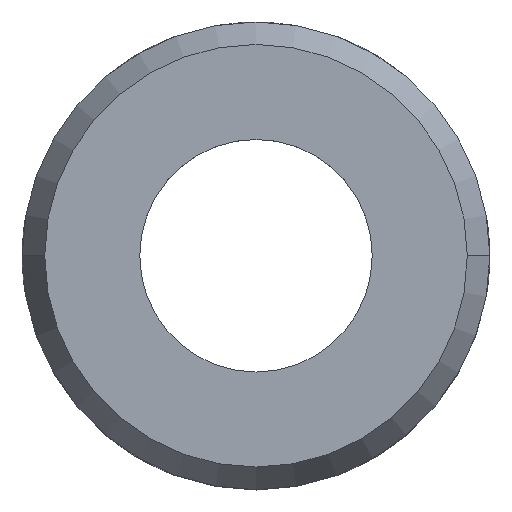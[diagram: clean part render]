
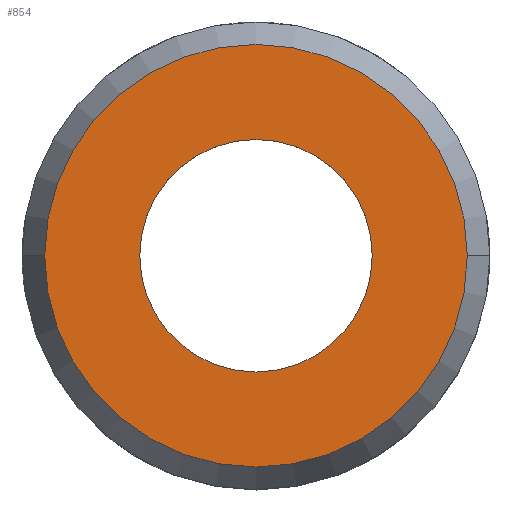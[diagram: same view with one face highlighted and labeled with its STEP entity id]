
A CAD part, top view. The second image highlights one B-rep face of the part: STEP entity #854.
In plain terms, the highlighted planar face has unit normal (0, 0, 1).
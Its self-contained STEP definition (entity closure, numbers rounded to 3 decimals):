
#45 = VERTEX_POINT ( 'NONE', #1479 ) ;
#165 = DIRECTION ( 'NONE',  ( -1., 0., 0. ) ) ;
#216 = ORIENTED_EDGE ( 'NONE', *, *, #397, .T. ) ;
#397 = EDGE_CURVE ( 'NONE', #45, #1881, #1083, .T. ) ;
#404 = CARTESIAN_POINT ( 'NONE',  ( 32.536, 0., 42. ) ) ;
#625 = ORIENTED_EDGE ( 'NONE', *, *, #1065, .F. ) ;
#677 = CARTESIAN_POINT ( 'NONE',  ( -32.536, 0., 42. ) ) ;
#747 = FACE_OUTER_BOUND ( 'NONE', #1474, .T. ) ;
#800 = FACE_BOUND ( 'NONE', #2329, .T. ) ;
#854 = ADVANCED_FACE ( 'NONE', ( #800, #747 ), #2244, .F. ) ;
#956 = CARTESIAN_POINT ( 'NONE',  ( 0., 0., 42. ) ) ;
#1005 = DIRECTION ( 'NONE',  ( 0., 0., -1. ) ) ;
#1065 = EDGE_CURVE ( 'NONE', #2296, #1537, #2696, .T. ) ;
#1083 = CIRCLE ( 'NONE', #1754, 17.9 ) ;
#1229 = AXIS2_PLACEMENT_3D ( 'NONE', #2723, #2633, #2509 ) ;
#1234 = DIRECTION ( 'NONE',  ( -1., 0., 0. ) ) ;
#1302 = EDGE_CURVE ( 'NONE', #1537, #2296, #2532, .T. ) ;
#1338 = CARTESIAN_POINT ( 'NONE',  ( 32.536, 0., 42. ) ) ;
#1345 = DIRECTION ( 'NONE',  ( -1., 0., 0. ) ) ;
#1424 = AXIS2_PLACEMENT_3D ( 'NONE', #2659, #1713, #1759 ) ;
#1439 = AXIS2_PLACEMENT_3D ( 'NONE', #956, #1511, #1234 ) ;
#1467 = ORIENTED_EDGE ( 'NONE', *, *, #1302, .F. ) ;
#1474 = EDGE_LOOP ( 'NONE', ( #1467, #625 ) ) ;
#1479 = CARTESIAN_POINT ( 'NONE',  ( -17.9, 0., 42. ) ) ;
#1496 = AXIS2_PLACEMENT_3D ( 'NONE', #1338, #1005, #165 ) ;
#1511 = DIRECTION ( 'NONE',  ( 0., 0., -1. ) ) ;
#1537 = VERTEX_POINT ( 'NONE', #677 ) ;
#1556 = CARTESIAN_POINT ( 'NONE',  ( 0., 0., 42. ) ) ;
#1713 = DIRECTION ( 'NONE',  ( 0., 0., -1. ) ) ;
#1754 = AXIS2_PLACEMENT_3D ( 'NONE', #1556, #1997, #1345 ) ;
#1759 = DIRECTION ( 'NONE',  ( -1., 0., 0. ) ) ;
#1829 = EDGE_CURVE ( 'NONE', #1881, #45, #2699, .T. ) ;
#1881 = VERTEX_POINT ( 'NONE', #2524 ) ;
#1997 = DIRECTION ( 'NONE',  ( 0., 0., -1. ) ) ;
#2244 = PLANE ( 'NONE',  #1496 ) ;
#2296 = VERTEX_POINT ( 'NONE', #404 ) ;
#2329 = EDGE_LOOP ( 'NONE', ( #216, #2649 ) ) ;
#2509 = DIRECTION ( 'NONE',  ( -1., 0., 0. ) ) ;
#2524 = CARTESIAN_POINT ( 'NONE',  ( 17.9, 0., 42. ) ) ;
#2532 = CIRCLE ( 'NONE', #1229, 32.536 ) ;
#2633 = DIRECTION ( 'NONE',  ( 0., 0., -1. ) ) ;
#2649 = ORIENTED_EDGE ( 'NONE', *, *, #1829, .T. ) ;
#2659 = CARTESIAN_POINT ( 'NONE',  ( 0., 0., 42. ) ) ;
#2696 = CIRCLE ( 'NONE', #1439, 32.536 ) ;
#2699 = CIRCLE ( 'NONE', #1424, 17.9 ) ;
#2723 = CARTESIAN_POINT ( 'NONE',  ( 0., 0., 42. ) ) ;
